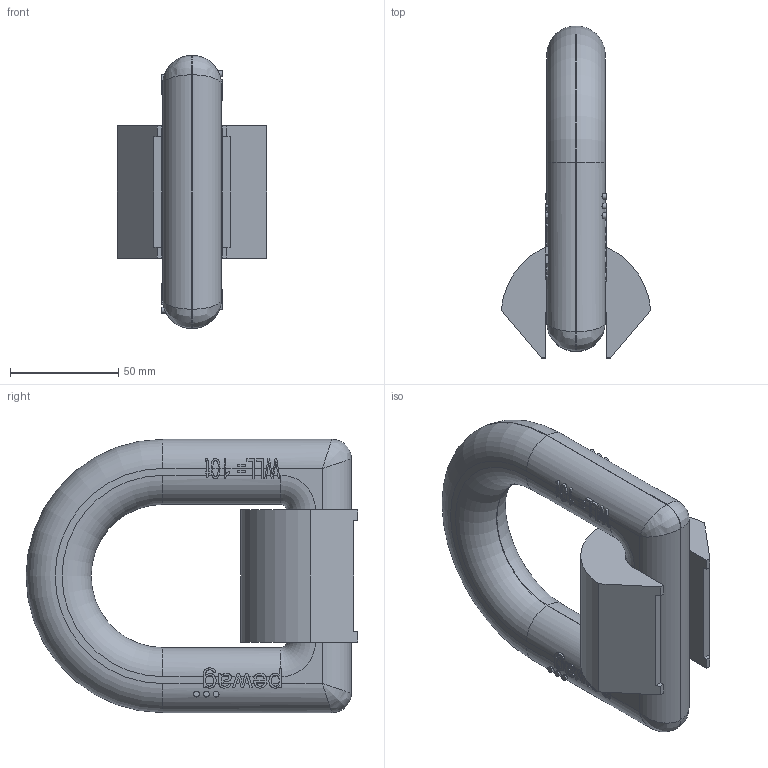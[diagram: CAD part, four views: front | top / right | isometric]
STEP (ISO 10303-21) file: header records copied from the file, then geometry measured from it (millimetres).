
FILE_DESCRIPTION(/* description */ (''),/* implementation_level */ '2;1');
FILE_NAME(/* name */ 'PLEW_10_t.stp',/* time_stamp */ '2017-11-13T08:27:25+01:00',/* author */ (''),/* organization */ (''),/* preprocessor_version */ 'ST-DEVELOPER v16',/* originating_system */ 'SIEMENS PLM Software NX 11.0',/* authorisation */ '');
FILE_SCHEMA (('AUTOMOTIVE_DESIGN { 1 0 10303 214 3 1 1 1 }'));
Length unit declared in the file: millimetre
Products named in the file (1): pewag_PLEW_Kundenmodell_16
Bounding box: 68.83 x 153 x 126 mm (x, y, z)
Volume: 374998.9 mm3; surface area: 54681.3 mm2
Topology: 2 solids, 2 shells, 466 faces, 1314 edges, 866 vertices
Faces by surface type: plane 246, extrusion 152, cylinder 56, torus 8, bspline 4
Full cylindrical faces by diameter (mm): 2.7 x6
Entity records: 17962 total; most frequent: CARTESIAN_POINT 6949, ORIENTED_EDGE 2596, DIRECTION 1658, EDGE_CURVE 1298, VERTEX_POINT 860, VECTOR 744, B_SPLINE_CURVE_WITH_KNOTS 712, LINE 592
